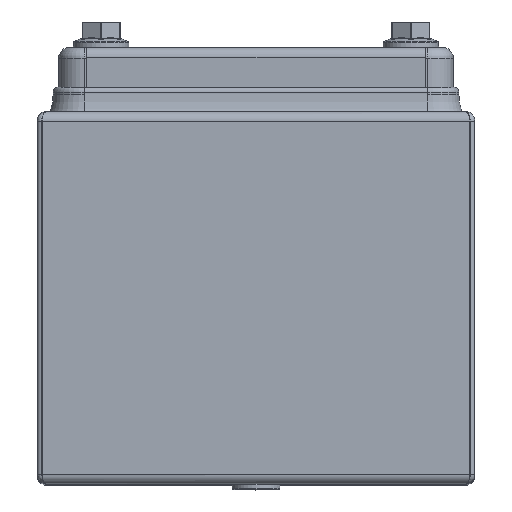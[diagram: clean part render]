
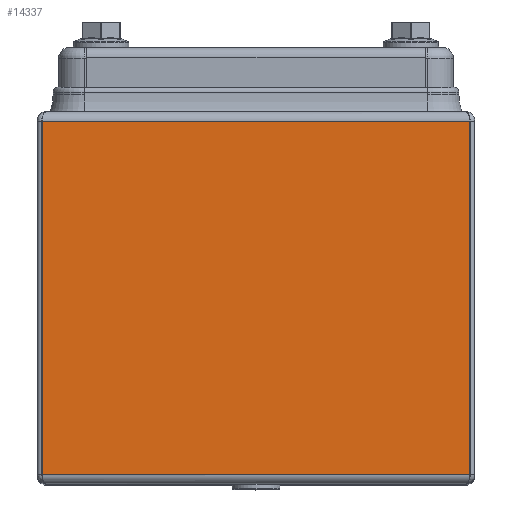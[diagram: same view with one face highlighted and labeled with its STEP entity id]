
A CAD part, top view. The second image highlights one B-rep face of the part: STEP entity #14337.
In plain terms, the highlighted face is planar.
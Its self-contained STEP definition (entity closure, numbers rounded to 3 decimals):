
#157 = VECTOR ( 'NONE', #5552, 1000. ) ;
#2079 = VERTEX_POINT ( 'NONE', #21535 ) ;
#3604 = CARTESIAN_POINT ( 'NONE',  ( 70.25, 44.179, -75. ) ) ;
#3667 = VECTOR ( 'NONE', #9495, 1000. ) ;
#3986 = CARTESIAN_POINT ( 'NONE',  ( 70.25, -747.75, -75. ) ) ;
#4234 = DIRECTION ( 'NONE',  ( 0., 0., 1. ) ) ;
#5094 = LINE ( 'NONE', #18031, #157 ) ;
#5263 = EDGE_CURVE ( 'NONE', #18099, #6110, #6854, .T. ) ;
#5552 = DIRECTION ( 'NONE',  ( 0., 0., -1. ) ) ;
#5577 = FACE_OUTER_BOUND ( 'NONE', #9124, .T. ) ;
#6110 = VERTEX_POINT ( 'NONE', #3604 ) ;
#6111 = DIRECTION ( 'NONE',  ( 0., 0., -1. ) ) ;
#6352 = CARTESIAN_POINT ( 'NONE',  ( 70.25, -44.179, -75. ) ) ;
#6854 = LINE ( 'NONE', #15368, #17274 ) ;
#8705 = EDGE_CURVE ( 'NONE', #18099, #2079, #26760, .T. ) ;
#9124 = EDGE_LOOP ( 'NONE', ( #24379, #19014, #23977, #22252 ) ) ;
#9495 = DIRECTION ( 'NONE',  ( 0., 1., 0. ) ) ;
#12370 = EDGE_CURVE ( 'NONE', #2079, #18469, #19626, .T. ) ;
#13662 = CARTESIAN_POINT ( 'NONE',  ( 70.25, 44.179, -2. ) ) ;
#14337 = ADVANCED_FACE ( 'NONE', ( #5577 ), #26835, .F. ) ;
#15368 = CARTESIAN_POINT ( 'NONE',  ( 70.25, -747.75, -75. ) ) ;
#17274 = VECTOR ( 'NONE', #18910, 1000. ) ;
#18031 = CARTESIAN_POINT ( 'NONE',  ( 70.25, 44.179, -75. ) ) ;
#18099 = VERTEX_POINT ( 'NONE', #18727 ) ;
#18469 = VERTEX_POINT ( 'NONE', #13662 ) ;
#18590 = DIRECTION ( 'NONE',  ( -1., 0., 0. ) ) ;
#18727 = CARTESIAN_POINT ( 'NONE',  ( 70.25, -44.179, -75. ) ) ;
#18910 = DIRECTION ( 'NONE',  ( 0., 1., 0. ) ) ;
#19014 = ORIENTED_EDGE ( 'NONE', *, *, #12370, .F. ) ;
#19626 = LINE ( 'NONE', #21935, #3667 ) ;
#20803 = EDGE_CURVE ( 'NONE', #18469, #6110, #5094, .T. ) ;
#21207 = VECTOR ( 'NONE', #4234, 1000. ) ;
#21535 = CARTESIAN_POINT ( 'NONE',  ( 70.25, -44.179, -2. ) ) ;
#21935 = CARTESIAN_POINT ( 'NONE',  ( 70.25, -747.75, -2. ) ) ;
#22252 = ORIENTED_EDGE ( 'NONE', *, *, #5263, .T. ) ;
#23977 = ORIENTED_EDGE ( 'NONE', *, *, #8705, .F. ) ;
#24379 = ORIENTED_EDGE ( 'NONE', *, *, #20803, .F. ) ;
#26611 = AXIS2_PLACEMENT_3D ( 'NONE', #3986, #18590, #6111 ) ;
#26760 = LINE ( 'NONE', #6352, #21207 ) ;
#26835 = PLANE ( 'NONE',  #26611 ) ;
